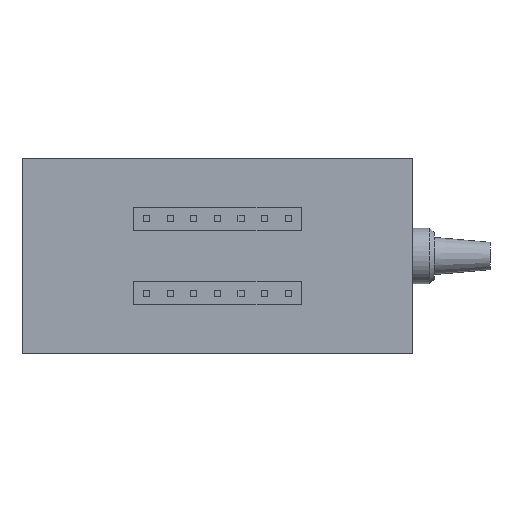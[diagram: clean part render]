
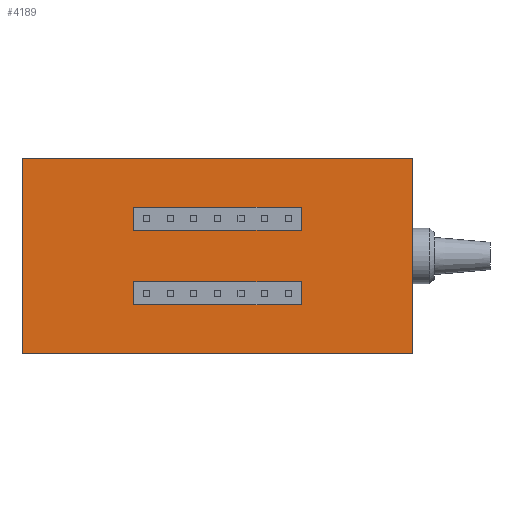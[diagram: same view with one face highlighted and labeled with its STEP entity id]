
A CAD part, front view. The second image highlights one B-rep face of the part: STEP entity #4189.
In plain terms, the highlighted planar face has unit normal (0, -1, 0).
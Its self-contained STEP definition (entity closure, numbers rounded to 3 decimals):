
#52 = FACE_BOUND ( 'NONE', #5771, .T. ) ;
#100 = VERTEX_POINT ( 'NONE', #4705 ) ;
#153 = CARTESIAN_POINT ( 'NONE',  ( -9., 0., -5.25 ) ) ;
#183 = ORIENTED_EDGE ( 'NONE', *, *, #3158, .T. ) ;
#237 = PLANE ( 'NONE',  #3723 ) ;
#262 = DIRECTION ( 'NONE',  ( 0., 0., 1. ) ) ;
#453 = LINE ( 'NONE', #2140, #5256 ) ;
#638 = DIRECTION ( 'NONE',  ( 1., 0., 0. ) ) ;
#799 = ORIENTED_EDGE ( 'NONE', *, *, #4629, .T. ) ;
#841 = VECTOR ( 'NONE', #638, 1000. ) ;
#994 = EDGE_CURVE ( 'NONE', #100, #2986, #2209, .T. ) ;
#1125 = CARTESIAN_POINT ( 'NONE',  ( -9., 0., -2.75 ) ) ;
#1210 = EDGE_CURVE ( 'NONE', #5324, #1531, #453, .T. ) ;
#1217 = CARTESIAN_POINT ( 'NONE',  ( 0., 0., 0. ) ) ;
#1218 = ORIENTED_EDGE ( 'NONE', *, *, #2315, .F. ) ;
#1247 = VECTOR ( 'NONE', #1470, 1000. ) ;
#1271 = FACE_OUTER_BOUND ( 'NONE', #3809, .T. ) ;
#1309 = DIRECTION ( 'NONE',  ( 0., 0., 1. ) ) ;
#1470 = DIRECTION ( 'NONE',  ( -1., 0., 0. ) ) ;
#1531 = VERTEX_POINT ( 'NONE', #6035 ) ;
#1544 = VERTEX_POINT ( 'NONE', #3746 ) ;
#1652 = DIRECTION ( 'NONE',  ( 0., 0., 1. ) ) ;
#1694 = EDGE_CURVE ( 'NONE', #3338, #100, #4071, .T. ) ;
#1695 = CARTESIAN_POINT ( 'NONE',  ( 21., 0., -10.5 ) ) ;
#1753 = VECTOR ( 'NONE', #2806, 1000. ) ;
#1977 = CARTESIAN_POINT ( 'NONE',  ( 9., 0., -5.25 ) ) ;
#2112 = DIRECTION ( 'NONE',  ( 0., 1., 0. ) ) ;
#2140 = CARTESIAN_POINT ( 'NONE',  ( 21., 0., 10.5 ) ) ;
#2191 = LINE ( 'NONE', #5934, #2553 ) ;
#2209 = LINE ( 'NONE', #1977, #1247 ) ;
#2315 = EDGE_CURVE ( 'NONE', #1544, #5324, #2702, .T. ) ;
#2347 = CARTESIAN_POINT ( 'NONE',  ( 9., 0., -2.75 ) ) ;
#2482 = ORIENTED_EDGE ( 'NONE', *, *, #994, .T. ) ;
#2553 = VECTOR ( 'NONE', #1309, 1000. ) ;
#2702 = LINE ( 'NONE', #4406, #5465 ) ;
#2806 = DIRECTION ( 'NONE',  ( 0., 0., -1. ) ) ;
#2846 = CARTESIAN_POINT ( 'NONE',  ( 9., 0., -2.75 ) ) ;
#2910 = VECTOR ( 'NONE', #4183, 1000. ) ;
#2949 = LINE ( 'NONE', #1695, #4832 ) ;
#2986 = VERTEX_POINT ( 'NONE', #153 ) ;
#3158 = EDGE_CURVE ( 'NONE', #2986, #4204, #2191, .T. ) ;
#3237 = EDGE_CURVE ( 'NONE', #1531, #3335, #4948, .T. ) ;
#3308 = LINE ( 'NONE', #1125, #841 ) ;
#3335 = VERTEX_POINT ( 'NONE', #5654 ) ;
#3338 = VERTEX_POINT ( 'NONE', #2846 ) ;
#3487 = ORIENTED_EDGE ( 'NONE', *, *, #1694, .T. ) ;
#3524 = DIRECTION ( 'NONE',  ( 1., 0., 0. ) ) ;
#3723 = AXIS2_PLACEMENT_3D ( 'NONE', #1217, #2112, #262 ) ;
#3746 = CARTESIAN_POINT ( 'NONE',  ( -21., 0., -10.5 ) ) ;
#3809 = EDGE_LOOP ( 'NONE', ( #1218, #5146, #4928, #4296 ) ) ;
#3861 = CARTESIAN_POINT ( 'NONE',  ( -21., 0., 10.5 ) ) ;
#4071 = LINE ( 'NONE', #2347, #1753 ) ;
#4121 = CARTESIAN_POINT ( 'NONE',  ( 21., 0., 10.5 ) ) ;
#4183 = DIRECTION ( 'NONE',  ( 0., 0., -1. ) ) ;
#4189 = ADVANCED_FACE ( 'NONE', ( #1271, #52 ), #237, .F. ) ;
#4204 = VERTEX_POINT ( 'NONE', #4455 ) ;
#4205 = EDGE_CURVE ( 'NONE', #3335, #1544, #2949, .T. ) ;
#4296 = ORIENTED_EDGE ( 'NONE', *, *, #1210, .F. ) ;
#4406 = CARTESIAN_POINT ( 'NONE',  ( -21., 0., 10.5 ) ) ;
#4455 = CARTESIAN_POINT ( 'NONE',  ( -9., 0., -2.75 ) ) ;
#4629 = EDGE_CURVE ( 'NONE', #4204, #3338, #3308, .T. ) ;
#4705 = CARTESIAN_POINT ( 'NONE',  ( 9., 0., -5.25 ) ) ;
#4832 = VECTOR ( 'NONE', #4946, 1000. ) ;
#4928 = ORIENTED_EDGE ( 'NONE', *, *, #3237, .F. ) ;
#4946 = DIRECTION ( 'NONE',  ( -1., 0., 0. ) ) ;
#4948 = LINE ( 'NONE', #4121, #2910 ) ;
#5146 = ORIENTED_EDGE ( 'NONE', *, *, #4205, .F. ) ;
#5256 = VECTOR ( 'NONE', #3524, 1000. ) ;
#5324 = VERTEX_POINT ( 'NONE', #3861 ) ;
#5465 = VECTOR ( 'NONE', #1652, 1000. ) ;
#5654 = CARTESIAN_POINT ( 'NONE',  ( 21., 0., -10.5 ) ) ;
#5771 = EDGE_LOOP ( 'NONE', ( #2482, #183, #799, #3487 ) ) ;
#5934 = CARTESIAN_POINT ( 'NONE',  ( -9., 0., -5.25 ) ) ;
#6035 = CARTESIAN_POINT ( 'NONE',  ( 21., 0., 10.5 ) ) ;
